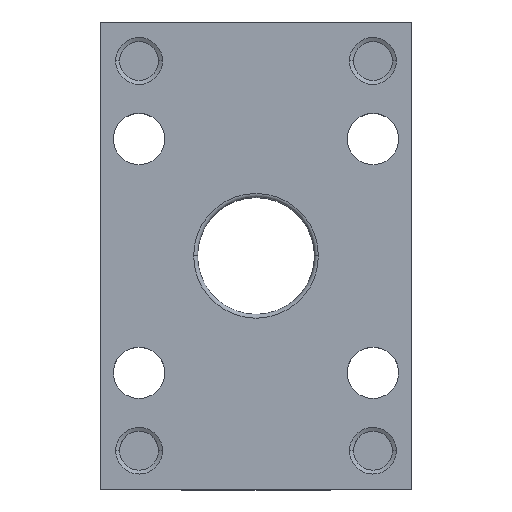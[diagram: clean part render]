
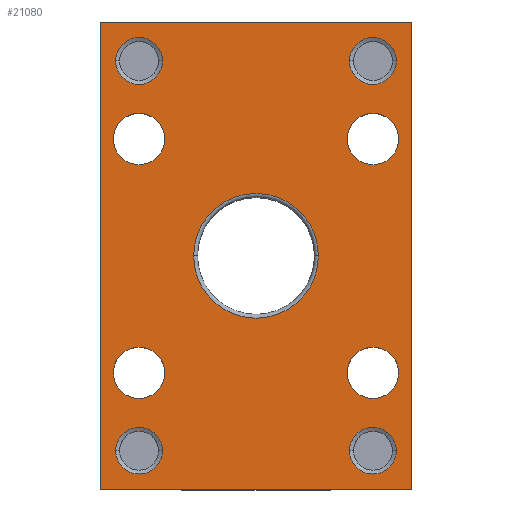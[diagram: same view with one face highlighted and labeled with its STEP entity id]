
A CAD part, top view. The second image highlights one B-rep face of the part: STEP entity #21080.
In plain terms, the highlighted face is planar.
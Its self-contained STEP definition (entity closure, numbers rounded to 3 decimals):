
#19340=CARTESIAN_POINT('',(0.,0.,-2.));
#19350=DIRECTION('',(0.,0.,1.));
#19360=DIRECTION('',(1.,0.,0.));
#19370=AXIS2_PLACEMENT_3D('',#19340,#19350,#19360);
#19380=PLANE('',#19370);
#19390=CARTESIAN_POINT('',(40.,30.,-2.));
#19400=DIRECTION('',(0.,0.,1.));
#19410=DIRECTION('',(1.,0.,0.));
#19420=AXIS2_PLACEMENT_3D('',#19390,#19400,#19410);
#19430=CIRCLE('',#19420,8.);
#19440=CARTESIAN_POINT('',(48.,30.,-2.));
#19450=VERTEX_POINT('',#19440);
#19460=CARTESIAN_POINT('',(32.,30.,-2.));
#19470=VERTEX_POINT('',#19460);
#19480=EDGE_CURVE('',#19450,#19470,#19430,.T.);
#19490=ORIENTED_EDGE('',*,*,#19480,.T.);
#19500=EDGE_CURVE('',#19470,#19450,#19430,.T.);
#19510=ORIENTED_EDGE('',*,*,#19500,.T.);
#19520=EDGE_LOOP('',(#19510,#19490));
#19530=FACE_BOUND('',#19520,.T.);
#19540=CARTESIAN_POINT('',(55.,55.,-2.));
#19550=DIRECTION('',(0.,0.,1.));
#19560=DIRECTION('',(1.,0.,0.));
#19570=AXIS2_PLACEMENT_3D('',#19540,#19550,#19560);
#19580=CIRCLE('',#19570,3.);
#19590=CARTESIAN_POINT('',(58.,55.,-2.));
#19600=VERTEX_POINT('',#19590);
#19610=CARTESIAN_POINT('',(52.,55.,-2.));
#19620=VERTEX_POINT('',#19610);
#19630=EDGE_CURVE('',#19600,#19620,#19580,.T.);
#19640=ORIENTED_EDGE('',*,*,#19630,.T.);
#19650=EDGE_CURVE('',#19620,#19600,#19580,.T.);
#19660=ORIENTED_EDGE('',*,*,#19650,.T.);
#19670=EDGE_LOOP('',(#19660,#19640));
#19680=FACE_BOUND('',#19670,.T.);
#19690=CARTESIAN_POINT('',(25.,15.,-2.));
#19700=DIRECTION('',(0.,0.,1.));
#19710=DIRECTION('',(1.,0.,0.));
#19720=AXIS2_PLACEMENT_3D('',#19690,#19700,#19710);
#19730=CIRCLE('',#19720,3.3);
#19740=CARTESIAN_POINT('',(28.3,15.,-2.));
#19750=VERTEX_POINT('',#19740);
#19760=CARTESIAN_POINT('',(21.7,15.,-2.));
#19770=VERTEX_POINT('',#19760);
#19780=EDGE_CURVE('',#19750,#19770,#19730,.T.);
#19790=ORIENTED_EDGE('',*,*,#19780,.T.);
#19800=EDGE_CURVE('',#19770,#19750,#19730,.T.);
#19810=ORIENTED_EDGE('',*,*,#19800,.T.);
#19820=EDGE_LOOP('',(#19810,#19790));
#19830=FACE_BOUND('',#19820,.T.);
#19840=CARTESIAN_POINT('',(25.,55.,-2.));
#19850=DIRECTION('',(0.,0.,1.));
#19860=DIRECTION('',(1.,0.,0.));
#19870=AXIS2_PLACEMENT_3D('',#19840,#19850,#19860);
#19880=CIRCLE('',#19870,3.);
#19890=CARTESIAN_POINT('',(28.,55.,-2.));
#19900=VERTEX_POINT('',#19890);
#19910=CARTESIAN_POINT('',(22.,55.,-2.));
#19920=VERTEX_POINT('',#19910);
#19930=EDGE_CURVE('',#19900,#19920,#19880,.T.);
#19940=ORIENTED_EDGE('',*,*,#19930,.T.);
#19950=EDGE_CURVE('',#19920,#19900,#19880,.T.);
#19960=ORIENTED_EDGE('',*,*,#19950,.T.);
#19970=EDGE_LOOP('',(#19960,#19940));
#19980=FACE_BOUND('',#19970,.T.);
#19990=CARTESIAN_POINT('',(25.,45.,-2.));
#20000=DIRECTION('',(0.,0.,1.));
#20010=DIRECTION('',(1.,0.,0.));
#20020=AXIS2_PLACEMENT_3D('',#19990,#20000,#20010);
#20030=CIRCLE('',#20020,3.3);
#20040=CARTESIAN_POINT('',(28.3,45.,-2.));
#20050=VERTEX_POINT('',#20040);
#20060=CARTESIAN_POINT('',(21.7,45.,-2.));
#20070=VERTEX_POINT('',#20060);
#20080=EDGE_CURVE('',#20050,#20070,#20030,.T.);
#20090=ORIENTED_EDGE('',*,*,#20080,.T.);
#20100=EDGE_CURVE('',#20070,#20050,#20030,.T.);
#20110=ORIENTED_EDGE('',*,*,#20100,.T.);
#20120=EDGE_LOOP('',(#20110,#20090));
#20130=FACE_BOUND('',#20120,.T.);
#20140=CARTESIAN_POINT('',(25.,5.,-2.));
#20150=DIRECTION('',(0.,0.,1.));
#20160=DIRECTION('',(1.,0.,0.));
#20170=AXIS2_PLACEMENT_3D('',#20140,#20150,#20160);
#20180=CIRCLE('',#20170,3.);
#20190=CARTESIAN_POINT('',(28.,5.,-2.));
#20200=VERTEX_POINT('',#20190);
#20210=CARTESIAN_POINT('',(22.,5.,-2.));
#20220=VERTEX_POINT('',#20210);
#20230=EDGE_CURVE('',#20200,#20220,#20180,.T.);
#20240=ORIENTED_EDGE('',*,*,#20230,.T.);
#20250=EDGE_CURVE('',#20220,#20200,#20180,.T.);
#20260=ORIENTED_EDGE('',*,*,#20250,.T.);
#20270=EDGE_LOOP('',(#20260,#20240));
#20280=FACE_BOUND('',#20270,.T.);
#20290=CARTESIAN_POINT('',(55.,45.,-2.));
#20300=DIRECTION('',(0.,0.,1.));
#20310=DIRECTION('',(1.,0.,0.));
#20320=AXIS2_PLACEMENT_3D('',#20290,#20300,#20310);
#20330=CIRCLE('',#20320,3.3);
#20340=CARTESIAN_POINT('',(58.3,45.,-2.));
#20350=VERTEX_POINT('',#20340);
#20360=CARTESIAN_POINT('',(51.7,45.,-2.));
#20370=VERTEX_POINT('',#20360);
#20380=EDGE_CURVE('',#20350,#20370,#20330,.T.);
#20390=ORIENTED_EDGE('',*,*,#20380,.T.);
#20400=EDGE_CURVE('',#20370,#20350,#20330,.T.);
#20410=ORIENTED_EDGE('',*,*,#20400,.T.);
#20420=EDGE_LOOP('',(#20410,#20390));
#20430=FACE_BOUND('',#20420,.T.);
#20440=CARTESIAN_POINT('',(55.,5.,-2.));
#20450=DIRECTION('',(0.,0.,1.));
#20460=DIRECTION('',(1.,0.,0.));
#20470=AXIS2_PLACEMENT_3D('',#20440,#20450,#20460);
#20480=CIRCLE('',#20470,3.);
#20490=CARTESIAN_POINT('',(58.,5.,-2.));
#20500=VERTEX_POINT('',#20490);
#20510=CARTESIAN_POINT('',(52.,5.,-2.));
#20520=VERTEX_POINT('',#20510);
#20530=EDGE_CURVE('',#20500,#20520,#20480,.T.);
#20540=ORIENTED_EDGE('',*,*,#20530,.T.);
#20550=EDGE_CURVE('',#20520,#20500,#20480,.T.);
#20560=ORIENTED_EDGE('',*,*,#20550,.T.);
#20570=EDGE_LOOP('',(#20560,#20540));
#20580=FACE_BOUND('',#20570,.T.);
#20590=CARTESIAN_POINT('',(55.,15.,-2.));
#20600=DIRECTION('',(0.,0.,1.));
#20610=DIRECTION('',(1.,0.,0.));
#20620=AXIS2_PLACEMENT_3D('',#20590,#20600,#20610);
#20630=CIRCLE('',#20620,3.3);
#20640=CARTESIAN_POINT('',(58.3,15.,-2.));
#20650=VERTEX_POINT('',#20640);
#20660=CARTESIAN_POINT('',(51.7,15.,-2.));
#20670=VERTEX_POINT('',#20660);
#20680=EDGE_CURVE('',#20650,#20670,#20630,.T.);
#20690=ORIENTED_EDGE('',*,*,#20680,.T.);
#20700=EDGE_CURVE('',#20670,#20650,#20630,.T.);
#20710=ORIENTED_EDGE('',*,*,#20700,.T.);
#20720=EDGE_LOOP('',(#20710,#20690));
#20730=FACE_BOUND('',#20720,.T.);
#20740=CARTESIAN_POINT('',(80.,60.,-2.));
#20750=DIRECTION('',(-1.,0.,0.));
#20760=VECTOR('',#20750,1.);
#20770=LINE('',#20740,#20760);
#20780=CARTESIAN_POINT('',(60.,60.,-2.));
#20790=VERTEX_POINT('',#20780);
#20800=CARTESIAN_POINT('',(20.,60.,-2.));
#20810=VERTEX_POINT('',#20800);
#20820=EDGE_CURVE('',#20790,#20810,#20770,.T.);
#20830=ORIENTED_EDGE('',*,*,#20820,.F.);
#20840=CARTESIAN_POINT('',(20.,0.,-2.));
#20850=DIRECTION('',(0.,-1.,0.));
#20860=VECTOR('',#20850,1.);
#20870=LINE('',#20840,#20860);
#20880=CARTESIAN_POINT('',(20.,0.,-2.));
#20890=VERTEX_POINT('',#20880);
#20900=EDGE_CURVE('',#20810,#20890,#20870,.T.);
#20910=ORIENTED_EDGE('',*,*,#20900,.F.);
#20920=CARTESIAN_POINT('',(0.,0.,-2.));
#20930=DIRECTION('',(1.,0.,0.));
#20940=VECTOR('',#20930,1.);
#20950=LINE('',#20920,#20940);
#20960=CARTESIAN_POINT('',(60.,0.,-2.));
#20970=VERTEX_POINT('',#20960);
#20980=EDGE_CURVE('',#20890,#20970,#20950,.T.);
#20990=ORIENTED_EDGE('',*,*,#20980,.F.);
#21000=CARTESIAN_POINT('',(60.,0.,-2.));
#21010=DIRECTION('',(0.,1.,0.));
#21020=VECTOR('',#21010,1.);
#21030=LINE('',#21000,#21020);
#21040=EDGE_CURVE('',#20970,#20790,#21030,.T.);
#21050=ORIENTED_EDGE('',*,*,#21040,.F.);
#21060=EDGE_LOOP('',(#21050,#20990,#20910,#20830));
#21070=FACE_OUTER_BOUND('',#21060,.T.);
#21080=ADVANCED_FACE('',(#19530,#19680,#19830,#19980,#20130,#20280,
#20430,#20580,#20730,#21070),#19380,.F.);
